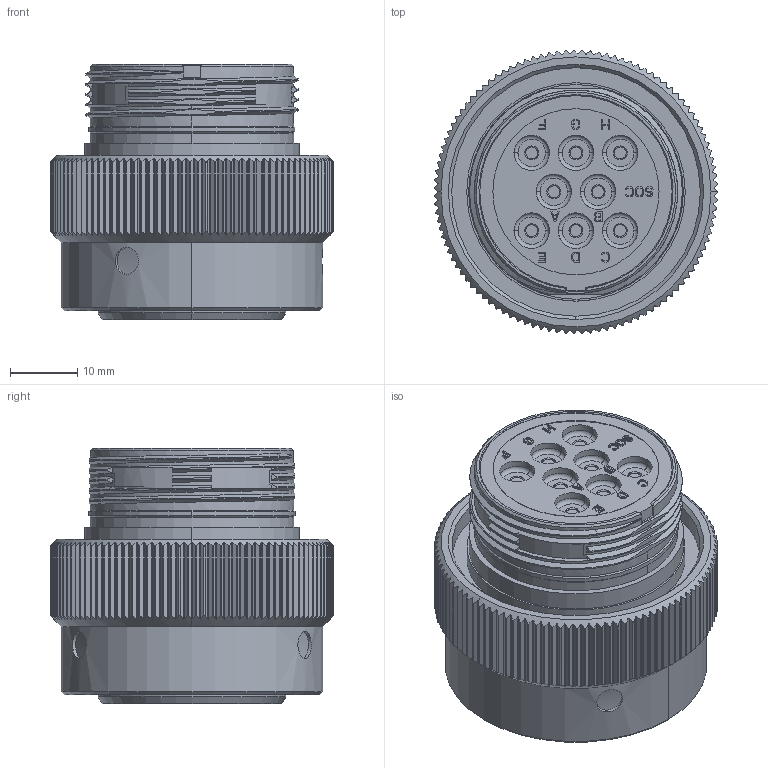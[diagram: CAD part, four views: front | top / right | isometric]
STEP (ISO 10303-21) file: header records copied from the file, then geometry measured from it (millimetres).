
FILE_DESCRIPTION((''),'2;1');
FILE_NAME('C-AHDM06-18-08SR_3D','2018-09-30T',('Administrator'),(''),'PRO/ENGINEER BY PARAMETRIC TECHNOLOGY CORPORATION, 2016360','PRO/ENGINEER BY PARAMETRIC TECHNOLOGY CORPORATION, 2016360','');
FILE_SCHEMA(('CONFIG_CONTROL_DESIGN'));
Length unit declared in the file: millimetre
Products named in the file (1): C-AHDM06-18-08SR_3D
Bounding box: 42.29 x 42.3 x 38.1 mm (x, y, z)
Volume: 34701.6 mm3; surface area: 12904.7 mm2
Topology: 1 solids, 2 shells, 1275 faces, 3666 edges, 2466 vertices
Faces by surface type: plane 870, cylinder 294, bspline 41, cone 34, torus 34, extrusion 2
Entity records: 47491 total; most frequent: CARTESIAN_POINT 15744, ORIENTED_EDGE 7332, DIRECTION 5464, EDGE_CURVE 3666, VERTEX_POINT 2466, VECTOR 2260, LINE 2258, AXIS2_PLACEMENT_3D 1602
